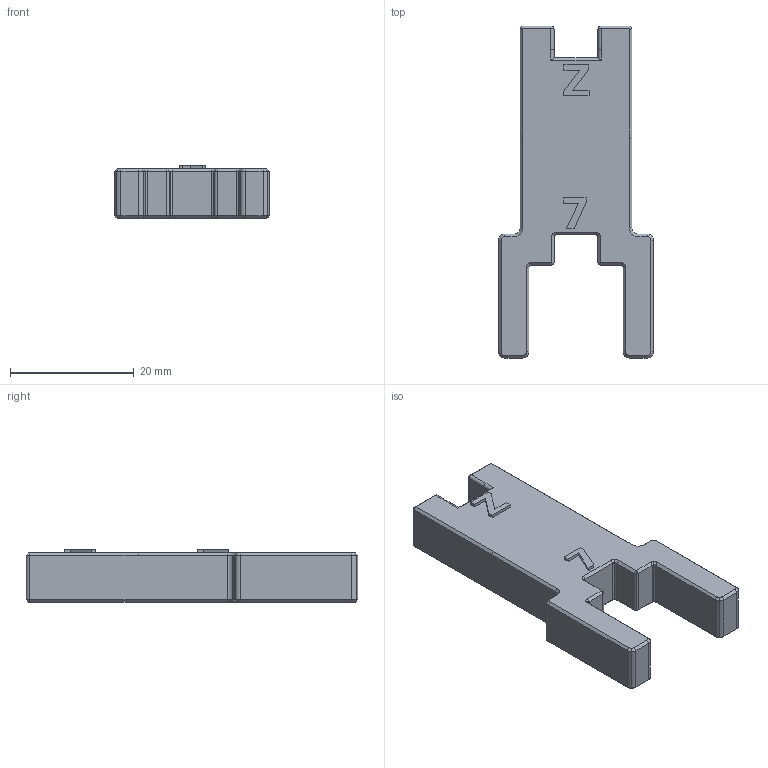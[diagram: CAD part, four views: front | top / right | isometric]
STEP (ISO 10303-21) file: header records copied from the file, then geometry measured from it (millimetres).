
FILE_DESCRIPTION (( 'STEP AP214' ), '1' );
FILE_NAME ('frenzy_p2_micron_key.STEP', '2022-02-12T22:10:34', ( '' ), ( '' ), 'SwSTEP 2.0', 'SolidWorks 2021', '' );
FILE_SCHEMA (( 'AUTOMOTIVE_DESIGN' ));
Length unit declared in the file: millimetre
Products named in the file (1): frenzy_p2_micron_key
Bounding box: 25 x 53.6 x 8.5 mm (x, y, z)
Volume: 6416.3 mm3; surface area: 3150.9 mm2
Topology: 1 solids, 1 shells, 185 faces, 443 edges, 258 vertices
Faces by surface type: plane 81, cone 60, cylinder 40, bspline 4
Entity records: 5553 total; most frequent: CARTESIAN_POINT 1241, DIRECTION 915, ORIENTED_EDGE 878, EDGE_CURVE 439, AXIS2_PLACEMENT_3D 310, LINE 295, VECTOR 295, VERTEX_POINT 258
